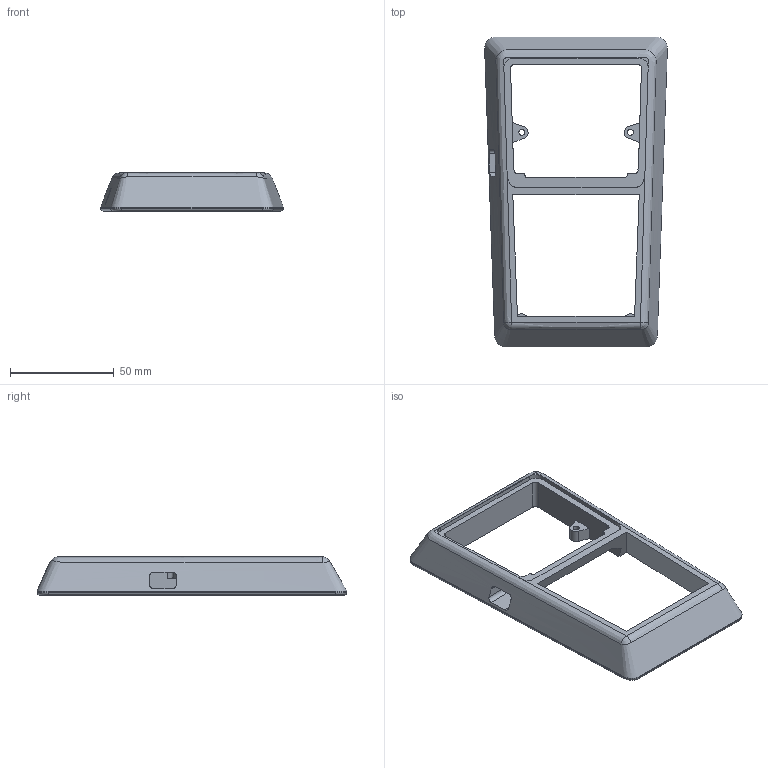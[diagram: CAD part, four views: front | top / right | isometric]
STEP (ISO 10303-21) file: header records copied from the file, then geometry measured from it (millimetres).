
FILE_DESCRIPTION(/* description */ (''),/* implementation_level */ '2;1');
FILE_NAME(/* name */ 'top shell.step',/* time_stamp */ '2025-06-23T17:37:14-04:00',/* author */ (''),/* organization */ (''),/* preprocessor_version */ 'ST-DEVELOPER v20.1',/* originating_system */ 'Autodesk Translation Framework v14.10.0.0',/* authorisation */ '');
FILE_SCHEMA (('AUTOMOTIVE_DESIGN { 1 0 10303 214 3 1 1 }'));
Length unit declared in the file: millimetre
Products named in the file (2): engipad; Top
Assembly tree (1 placements, depth 2):
  engipad
    Top
Bounding box: 88.17 x 149.46 x 18.5 mm (x, y, z)
Volume: 56136.7 mm3; surface area: 24204 mm2
Topology: 1 solids, 1 shells, 98 faces, 287 edges, 186 vertices
Faces by surface type: plane 50, cylinder 24, bspline 20, torus 4
Full cylindrical faces by diameter (mm): 2.9 x4
Entity records: 5422 total; most frequent: CARTESIAN_POINT 2787, ORIENTED_EDGE 570, DIRECTION 494, EDGE_CURVE 285, VERTEX_POINT 186, LINE 174, VECTOR 174, AXIS2_PLACEMENT_3D 160
